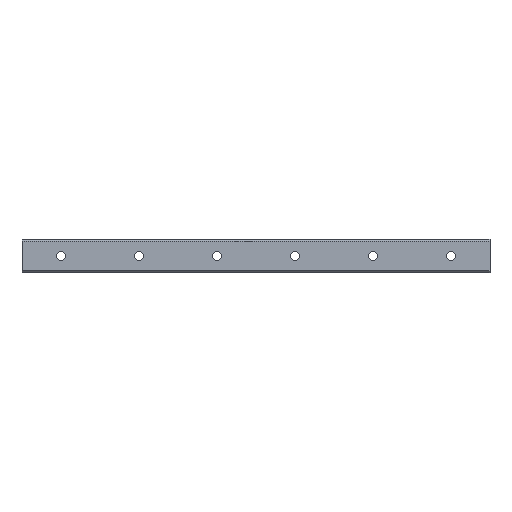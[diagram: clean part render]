
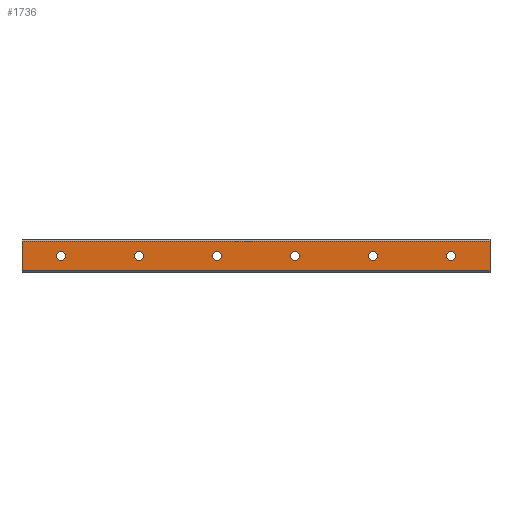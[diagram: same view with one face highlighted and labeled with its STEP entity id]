
A CAD part, front view. The second image highlights one B-rep face of the part: STEP entity #1736.
In plain terms, the highlighted planar face has unit normal (0, -1, 0).
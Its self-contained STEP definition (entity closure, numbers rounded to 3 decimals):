
#23 = DIRECTION ( 'NONE',  ( 1., 0., 0. ) ) ;
#28 = FACE_BOUND ( 'NONE', #463, .T. ) ;
#37 = FACE_BOUND ( 'NONE', #1429, .T. ) ;
#41 = VERTEX_POINT ( 'NONE', #950 ) ;
#44 = EDGE_CURVE ( 'NONE', #457, #452, #613, .T. ) ;
#47 = CARTESIAN_POINT ( 'NONE',  ( 240., 0., 0. ) ) ;
#65 = CARTESIAN_POINT ( 'NONE',  ( 400., 0., -4.5 ) ) ;
#93 = CARTESIAN_POINT ( 'NONE',  ( 440., 0., -14.95 ) ) ;
#103 = DIRECTION ( 'NONE',  ( 0., -1., 0. ) ) ;
#107 = ORIENTED_EDGE ( 'NONE', *, *, #287, .F. ) ;
#131 = DIRECTION ( 'NONE',  ( 0., -1., 0. ) ) ;
#140 = AXIS2_PLACEMENT_3D ( 'NONE', #1200, #935, #230 ) ;
#145 = ORIENTED_EDGE ( 'NONE', *, *, #1349, .F. ) ;
#147 = DIRECTION ( 'NONE',  ( 0., 0., 1. ) ) ;
#153 = VERTEX_POINT ( 'NONE', #1266 ) ;
#161 = ORIENTED_EDGE ( 'NONE', *, *, #456, .F. ) ;
#174 = DIRECTION ( 'NONE',  ( 0., 1., 0. ) ) ;
#202 = VERTEX_POINT ( 'NONE', #430 ) ;
#207 = ORIENTED_EDGE ( 'NONE', *, *, #839, .F. ) ;
#210 = ORIENTED_EDGE ( 'NONE', *, *, #277, .F. ) ;
#228 = EDGE_CURVE ( 'NONE', #637, #1756, #409, .T. ) ;
#230 = DIRECTION ( 'NONE',  ( 0., 0., 1. ) ) ;
#239 = EDGE_LOOP ( 'NONE', ( #855, #353 ) ) ;
#249 = ORIENTED_EDGE ( 'NONE', *, *, #1642, .F. ) ;
#277 = EDGE_CURVE ( 'NONE', #452, #457, #1241, .T. ) ;
#287 = EDGE_CURVE ( 'NONE', #1771, #624, #1542, .T. ) ;
#312 = FACE_OUTER_BOUND ( 'NONE', #1078, .T. ) ;
#315 = CARTESIAN_POINT ( 'NONE',  ( -40., 0., 14.95 ) ) ;
#319 = AXIS2_PLACEMENT_3D ( 'NONE', #1615, #1451, #1633 ) ;
#347 = CARTESIAN_POINT ( 'NONE',  ( 160., 0., 4.5 ) ) ;
#353 = ORIENTED_EDGE ( 'NONE', *, *, #1214, .F. ) ;
#355 = CARTESIAN_POINT ( 'NONE',  ( 80., 0., 0. ) ) ;
#381 = CIRCLE ( 'NONE', #819, 4.5 ) ;
#385 = CARTESIAN_POINT ( 'NONE',  ( 0., 0., 0. ) ) ;
#399 = EDGE_CURVE ( 'NONE', #592, #665, #534, .T. ) ;
#409 = CIRCLE ( 'NONE', #793, 4.5 ) ;
#412 = CIRCLE ( 'NONE', #1243, 4.5 ) ;
#430 = CARTESIAN_POINT ( 'NONE',  ( -40., 0., 14.95 ) ) ;
#451 = CARTESIAN_POINT ( 'NONE',  ( 240., 0., 4.5 ) ) ;
#452 = VERTEX_POINT ( 'NONE', #636 ) ;
#456 = EDGE_CURVE ( 'NONE', #1756, #637, #943, .T. ) ;
#457 = VERTEX_POINT ( 'NONE', #1772 ) ;
#463 = EDGE_LOOP ( 'NONE', ( #161, #689 ) ) ;
#482 = CARTESIAN_POINT ( 'NONE',  ( 320., 0., 0. ) ) ;
#512 = ORIENTED_EDGE ( 'NONE', *, *, #686, .F. ) ;
#522 = CARTESIAN_POINT ( 'NONE',  ( 0., 0., 4.5 ) ) ;
#525 = EDGE_CURVE ( 'NONE', #202, #1779, #863, .T. ) ;
#528 = DIRECTION ( 'NONE',  ( 0., -1., 0. ) ) ;
#532 = CIRCLE ( 'NONE', #724, 4.5 ) ;
#533 = DIRECTION ( 'NONE',  ( 0., 0., 1. ) ) ;
#534 = CIRCLE ( 'NONE', #1718, 4.5 ) ;
#578 = DIRECTION ( 'NONE',  ( 0., -1., 0. ) ) ;
#579 = DIRECTION ( 'NONE',  ( 0., -1., 0. ) ) ;
#589 = FACE_BOUND ( 'NONE', #835, .T. ) ;
#592 = VERTEX_POINT ( 'NONE', #1706 ) ;
#613 = CIRCLE ( 'NONE', #820, 4.5 ) ;
#624 = VERTEX_POINT ( 'NONE', #1425 ) ;
#636 = CARTESIAN_POINT ( 'NONE',  ( 320., 0., 4.5 ) ) ;
#637 = VERTEX_POINT ( 'NONE', #65 ) ;
#638 = LINE ( 'NONE', #315, #1389 ) ;
#644 = VECTOR ( 'NONE', #1644, 1000. ) ;
#648 = VERTEX_POINT ( 'NONE', #1759 ) ;
#663 = LINE ( 'NONE', #93, #644 ) ;
#665 = VERTEX_POINT ( 'NONE', #909 ) ;
#686 = EDGE_CURVE ( 'NONE', #624, #1771, #787, .T. ) ;
#689 = ORIENTED_EDGE ( 'NONE', *, *, #228, .F. ) ;
#704 = VERTEX_POINT ( 'NONE', #754 ) ;
#720 = CARTESIAN_POINT ( 'NONE',  ( 160., 0., 0. ) ) ;
#724 = AXIS2_PLACEMENT_3D ( 'NONE', #868, #131, #147 ) ;
#728 = VECTOR ( 'NONE', #23, 1000. ) ;
#740 = FACE_BOUND ( 'NONE', #1787, .T. ) ;
#748 = DIRECTION ( 'NONE',  ( 0., 0., 1. ) ) ;
#754 = CARTESIAN_POINT ( 'NONE',  ( 160., 0., -4.5 ) ) ;
#758 = CIRCLE ( 'NONE', #1573, 4.5 ) ;
#787 = CIRCLE ( 'NONE', #319, 4.5 ) ;
#793 = AXIS2_PLACEMENT_3D ( 'NONE', #1593, #1442, #1147 ) ;
#816 = DIRECTION ( 'NONE',  ( 0., 0., -1. ) ) ;
#819 = AXIS2_PLACEMENT_3D ( 'NONE', #385, #103, #533 ) ;
#820 = AXIS2_PLACEMENT_3D ( 'NONE', #1799, #528, #1088 ) ;
#828 = EDGE_CURVE ( 'NONE', #41, #860, #381, .T. ) ;
#835 = EDGE_LOOP ( 'NONE', ( #210, #1837 ) ) ;
#839 = EDGE_CURVE ( 'NONE', #648, #153, #663, .T. ) ;
#855 = ORIENTED_EDGE ( 'NONE', *, *, #1211, .F. ) ;
#860 = VERTEX_POINT ( 'NONE', #522 ) ;
#863 = LINE ( 'NONE', #1577, #728 ) ;
#868 = CARTESIAN_POINT ( 'NONE',  ( 160., 0., 0. ) ) ;
#872 = CARTESIAN_POINT ( 'NONE',  ( 440., 0., 14.95 ) ) ;
#880 = AXIS2_PLACEMENT_3D ( 'NONE', #47, #1023, #748 ) ;
#909 = CARTESIAN_POINT ( 'NONE',  ( 80., 0., 4.5 ) ) ;
#917 = DIRECTION ( 'NONE',  ( 0., -1., 0. ) ) ;
#935 = DIRECTION ( 'NONE',  ( 0., -1., 0. ) ) ;
#943 = CIRCLE ( 'NONE', #140, 4.5 ) ;
#949 = AXIS2_PLACEMENT_3D ( 'NONE', #482, #578, #1008 ) ;
#950 = CARTESIAN_POINT ( 'NONE',  ( 0., 0., -4.5 ) ) ;
#970 = LINE ( 'NONE', #1538, #1419 ) ;
#971 = ORIENTED_EDGE ( 'NONE', *, *, #399, .F. ) ;
#988 = EDGE_LOOP ( 'NONE', ( #107, #512 ) ) ;
#995 = DIRECTION ( 'NONE',  ( 0., 0., 1. ) ) ;
#1008 = DIRECTION ( 'NONE',  ( 0., 0., 1. ) ) ;
#1023 = DIRECTION ( 'NONE',  ( 0., -1., 0. ) ) ;
#1049 = ORIENTED_EDGE ( 'NONE', *, *, #1407, .F. ) ;
#1078 = EDGE_LOOP ( 'NONE', ( #207, #1165, #1432, #145 ) ) ;
#1088 = DIRECTION ( 'NONE',  ( 0., 0., 1. ) ) ;
#1105 = CARTESIAN_POINT ( 'NONE',  ( 80., 0., 0. ) ) ;
#1131 = ORIENTED_EDGE ( 'NONE', *, *, #828, .F. ) ;
#1147 = DIRECTION ( 'NONE',  ( 0., 0., 1. ) ) ;
#1149 = EDGE_CURVE ( 'NONE', #1779, #648, #970, .T. ) ;
#1157 = FACE_BOUND ( 'NONE', #239, .T. ) ;
#1165 = ORIENTED_EDGE ( 'NONE', *, *, #1149, .F. ) ;
#1200 = CARTESIAN_POINT ( 'NONE',  ( 400., 0., 0. ) ) ;
#1211 = EDGE_CURVE ( 'NONE', #1811, #704, #1541, .T. ) ;
#1214 = EDGE_CURVE ( 'NONE', #704, #1811, #532, .T. ) ;
#1241 = CIRCLE ( 'NONE', #949, 4.5 ) ;
#1243 = AXIS2_PLACEMENT_3D ( 'NONE', #1105, #579, #995 ) ;
#1266 = CARTESIAN_POINT ( 'NONE',  ( -40., 0., -14.95 ) ) ;
#1273 = DIRECTION ( 'NONE',  ( 0., 0., 1. ) ) ;
#1299 = DIRECTION ( 'NONE',  ( 0., -1., 0. ) ) ;
#1304 = DIRECTION ( 'NONE',  ( 0., 0., 1. ) ) ;
#1320 = CARTESIAN_POINT ( 'NONE',  ( 400., 0., 4.5 ) ) ;
#1323 = DIRECTION ( 'NONE',  ( 0., 0., 1. ) ) ;
#1328 = AXIS2_PLACEMENT_3D ( 'NONE', #720, #1299, #1273 ) ;
#1349 = EDGE_CURVE ( 'NONE', #153, #202, #638, .T. ) ;
#1389 = VECTOR ( 'NONE', #1323, 1000. ) ;
#1407 = EDGE_CURVE ( 'NONE', #860, #41, #758, .T. ) ;
#1419 = VECTOR ( 'NONE', #816, 1000. ) ;
#1425 = CARTESIAN_POINT ( 'NONE',  ( 240., 0., -4.5 ) ) ;
#1429 = EDGE_LOOP ( 'NONE', ( #249, #971 ) ) ;
#1432 = ORIENTED_EDGE ( 'NONE', *, *, #525, .F. ) ;
#1442 = DIRECTION ( 'NONE',  ( 0., -1., 0. ) ) ;
#1451 = DIRECTION ( 'NONE',  ( 0., -1., 0. ) ) ;
#1466 = CARTESIAN_POINT ( 'NONE',  ( 440., 0., 14.95 ) ) ;
#1468 = DIRECTION ( 'NONE',  ( 0., 0., 1. ) ) ;
#1495 = DIRECTION ( 'NONE',  ( 0., 0., 1. ) ) ;
#1538 = CARTESIAN_POINT ( 'NONE',  ( 440., 0., 14.95 ) ) ;
#1541 = CIRCLE ( 'NONE', #1328, 4.5 ) ;
#1542 = CIRCLE ( 'NONE', #880, 4.5 ) ;
#1573 = AXIS2_PLACEMENT_3D ( 'NONE', #1757, #1745, #1468 ) ;
#1577 = CARTESIAN_POINT ( 'NONE',  ( 440., 0., 14.95 ) ) ;
#1593 = CARTESIAN_POINT ( 'NONE',  ( 400., 0., 0. ) ) ;
#1595 = PLANE ( 'NONE',  #1692 ) ;
#1615 = CARTESIAN_POINT ( 'NONE',  ( 240., 0., 0. ) ) ;
#1633 = DIRECTION ( 'NONE',  ( 0., 0., 1. ) ) ;
#1642 = EDGE_CURVE ( 'NONE', #665, #592, #412, .T. ) ;
#1644 = DIRECTION ( 'NONE',  ( -1., 0., 0. ) ) ;
#1692 = AXIS2_PLACEMENT_3D ( 'NONE', #872, #174, #1304 ) ;
#1706 = CARTESIAN_POINT ( 'NONE',  ( 80., 0., -4.5 ) ) ;
#1718 = AXIS2_PLACEMENT_3D ( 'NONE', #355, #917, #1495 ) ;
#1732 = FACE_BOUND ( 'NONE', #988, .T. ) ;
#1736 = ADVANCED_FACE ( 'NONE', ( #312, #740, #28, #589, #1732, #1157, #37 ), #1595, .F. ) ;
#1745 = DIRECTION ( 'NONE',  ( 0., -1., 0. ) ) ;
#1756 = VERTEX_POINT ( 'NONE', #1320 ) ;
#1757 = CARTESIAN_POINT ( 'NONE',  ( 0., 0., 0. ) ) ;
#1759 = CARTESIAN_POINT ( 'NONE',  ( 440., 0., -14.95 ) ) ;
#1771 = VERTEX_POINT ( 'NONE', #451 ) ;
#1772 = CARTESIAN_POINT ( 'NONE',  ( 320., 0., -4.5 ) ) ;
#1779 = VERTEX_POINT ( 'NONE', #1466 ) ;
#1787 = EDGE_LOOP ( 'NONE', ( #1049, #1131 ) ) ;
#1799 = CARTESIAN_POINT ( 'NONE',  ( 320., 0., 0. ) ) ;
#1811 = VERTEX_POINT ( 'NONE', #347 ) ;
#1837 = ORIENTED_EDGE ( 'NONE', *, *, #44, .F. ) ;
